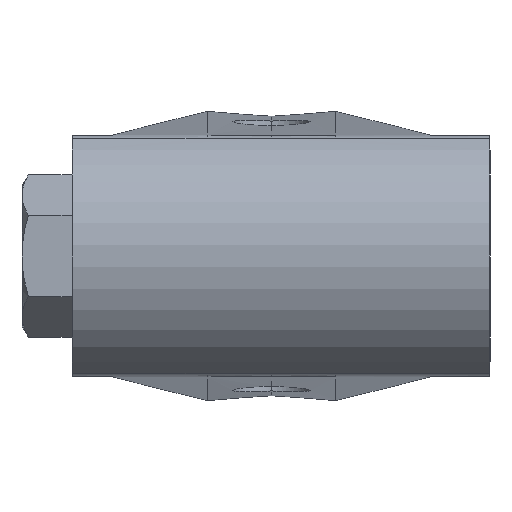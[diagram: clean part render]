
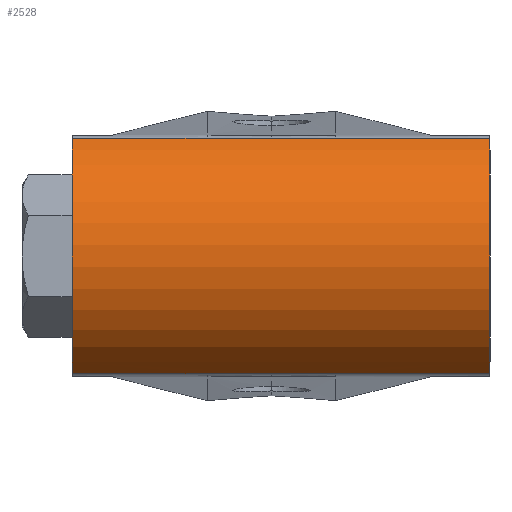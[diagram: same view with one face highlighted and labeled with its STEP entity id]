
A CAD part, left-side view. The second image highlights one B-rep face of the part: STEP entity #2528.
In plain terms, the highlighted cylindrical face has radius 10.4 mm (diameter 20.8 mm), a partial arc.
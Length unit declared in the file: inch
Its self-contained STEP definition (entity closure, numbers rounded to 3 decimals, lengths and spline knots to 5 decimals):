
#13 = CARTESIAN_POINT ( 'NONE',  ( -1.01901, 0.29983, -0.36605 ) ) ;
#41 = CARTESIAN_POINT ( 'NONE',  ( -1.01901, 0.70017, -0.36605 ) ) ;
#47 = CARTESIAN_POINT ( 'NONE',  ( -0.83555, 1.12, 0. ) ) ;
#53 = CARTESIAN_POINT ( 'NONE',  ( -1.0195, 0.59702, 0.3658 ) ) ;
#65 = VERTEX_POINT ( 'NONE', #1239 ) ;
#79 = CARTESIAN_POINT ( 'NONE',  ( -1.0196, 0.42876, -0.36575 ) ) ;
#83 = CARTESIAN_POINT ( 'NONE',  ( -1.01938, 0.62281, -0.36586 ) ) ;
#134 = VERTEX_POINT ( 'NONE', #404 ) ;
#148 = CARTESIAN_POINT ( 'NONE',  ( -1.01901, -0.18, -0.36605 ) ) ;
#155 = VECTOR ( 'NONE', #1562, 39.37008 ) ;
#160 = FACE_OUTER_BOUND ( 'NONE', #1147, .T. ) ;
#242 = ORIENTED_EDGE ( 'NONE', *, *, #1965, .F. ) ;
#284 = CARTESIAN_POINT ( 'NONE',  ( -1.01975, 0.5303, -0.36567 ) ) ;
#293 = CARTESIAN_POINT ( 'NONE',  ( -1.01927, 0.6486, -0.36592 ) ) ;
#321 = CARTESIAN_POINT ( 'NONE',  ( -1.0195, 0.40298, -0.3658 ) ) ;
#344 = EDGE_CURVE ( 'NONE', #1540, #1861, #642, .T. ) ;
#363 = ORIENTED_EDGE ( 'NONE', *, *, #2237, .F. ) ;
#404 = CARTESIAN_POINT ( 'NONE',  ( -1.01901, -0.18, 0.36605 ) ) ;
#433 = EDGE_CURVE ( 'NONE', #134, #1045, #1122, .T. ) ;
#460 = DIRECTION ( 'NONE',  ( 0., -1., 0. ) ) ;
#466 = CIRCLE ( 'NONE', #2469, 0.40945 ) ;
#505 = CARTESIAN_POINT ( 'NONE',  ( -1.01914, 0.67438, 0.36598 ) ) ;
#534 = CARTESIAN_POINT ( 'NONE',  ( -1.01986, 0.5, -0.36562 ) ) ;
#535 = DIRECTION ( 'NONE',  ( 0., 0., -1. ) ) ;
#538 = CARTESIAN_POINT ( 'NONE',  ( -1.01975, 0.4697, -0.36567 ) ) ;
#545 = EDGE_CURVE ( 'NONE', #1023, #664, #1335, .T. ) ;
#590 = EDGE_CURVE ( 'NONE', #1540, #866, #1513, .T. ) ;
#642 = B_SPLINE_CURVE_WITH_KNOTS ( 'NONE', 3,
 ( #2002, #2235, #284, #1396, #1179, #2450, #83, #293, #742, #1993 ),
 .UNSPECIFIED., .F., .F.,
 ( 4, 3, 3, 4 ),
 ( 0., 0.00115, 0.00312, 0.00508 ),
 .UNSPECIFIED. ) ;
#651 = VECTOR ( 'NONE', #1950, 39.37008 ) ;
#664 = VERTEX_POINT ( 'NONE', #2203 ) ;
#742 = CARTESIAN_POINT ( 'NONE',  ( -1.01914, 0.67438, -0.36598 ) ) ;
#744 = CARTESIAN_POINT ( 'NONE',  ( -1.0196, 0.57124, 0.36575 ) ) ;
#772 = CARTESIAN_POINT ( 'NONE',  ( -1.01938, 0.37719, -0.36586 ) ) ;
#773 = DIRECTION ( 'NONE',  ( 0., 0., -1. ) ) ;
#776 = ORIENTED_EDGE ( 'NONE', *, *, #2559, .F. ) ;
#787 = LINE ( 'NONE', #2743, #651 ) ;
#791 = DIRECTION ( 'NONE',  ( 0., 1., 0. ) ) ;
#812 = B_SPLINE_CURVE_WITH_KNOTS ( 'NONE', 3,
 ( #1844, #2494, #1026, #2484, #1230, #1627, #1425, #1645, #2695, #2296 ),
 .UNSPECIFIED., .F., .F.,
 ( 4, 3, 3, 4 ),
 ( 0., 0.00197, 0.00393, 0.00508 ),
 .UNSPECIFIED. ) ;
#866 = VERTEX_POINT ( 'NONE', #1283 ) ;
#878 = CARTESIAN_POINT ( 'NONE',  ( -1.01901, 0.29983, 0.36605 ) ) ;
#919 = VERTEX_POINT ( 'NONE', #148 ) ;
#928 = ORIENTED_EDGE ( 'NONE', *, *, #344, .F. ) ;
#934 = DIRECTION ( 'NONE',  ( 0., 0., 1. ) ) ;
#937 = CARTESIAN_POINT ( 'NONE',  ( -1.01938, 0.62281, 0.36586 ) ) ;
#945 = CARTESIAN_POINT ( 'NONE',  ( -1.01901, 0.5, -0.36605 ) ) ;
#989 = CARTESIAN_POINT ( 'NONE',  ( -1.01914, 0.32562, -0.36598 ) ) ;
#1020 = VECTOR ( 'NONE', #791, 39.37008 ) ;
#1023 = VERTEX_POINT ( 'NONE', #1263 ) ;
#1026 = CARTESIAN_POINT ( 'NONE',  ( -1.01927, 0.3514, 0.36592 ) ) ;
#1045 = VERTEX_POINT ( 'NONE', #878 ) ;
#1104 = ORIENTED_EDGE ( 'NONE', *, *, #2580, .T. ) ;
#1122 = LINE ( 'NONE', #2678, #1020 ) ;
#1147 = EDGE_LOOP ( 'NONE', ( #1104, #776, #2326, #1596, #363, #928, #1957, #2726, #242, #2420 ) ) ;
#1164 = CYLINDRICAL_SURFACE ( 'NONE', #1484, 0.40945 ) ;
#1179 = CARTESIAN_POINT ( 'NONE',  ( -1.0196, 0.57124, -0.36575 ) ) ;
#1201 = AXIS2_PLACEMENT_3D ( 'NONE', #1417, #2477, #773 ) ;
#1202 = CARTESIAN_POINT ( 'NONE',  ( -1.01986, 0.5, -0.36562 ) ) ;
#1230 = CARTESIAN_POINT ( 'NONE',  ( -1.0195, 0.40298, 0.3658 ) ) ;
#1239 = CARTESIAN_POINT ( 'NONE',  ( -1.01986, 0.5, 0.36562 ) ) ;
#1263 = CARTESIAN_POINT ( 'NONE',  ( -1.01901, 1.12, 0.36605 ) ) ;
#1283 = CARTESIAN_POINT ( 'NONE',  ( -1.01901, 0.29983, -0.36605 ) ) ;
#1335 = LINE ( 'NONE', #2626, #155 ) ;
#1396 = CARTESIAN_POINT ( 'NONE',  ( -1.0197, 0.54545, -0.3657 ) ) ;
#1402 = CIRCLE ( 'NONE', #1201, 0.40945 ) ;
#1417 = CARTESIAN_POINT ( 'NONE',  ( -0.83555, -0.18, 0. ) ) ;
#1425 = CARTESIAN_POINT ( 'NONE',  ( -1.0197, 0.45455, 0.3657 ) ) ;
#1484 = AXIS2_PLACEMENT_3D ( 'NONE', #1807, #2208, #535 ) ;
#1489 = EDGE_CURVE ( 'NONE', #866, #919, #2320, .T. ) ;
#1513 = B_SPLINE_CURVE_WITH_KNOTS ( 'NONE', 3,
 ( #1202, #2664, #538, #2646, #79, #321, #772, #2259, #989, #13 ),
 .UNSPECIFIED., .F., .F.,
 ( 4, 3, 3, 4 ),
 ( 0., 0.00115, 0.00312, 0.00508 ),
 .UNSPECIFIED. ) ;
#1540 = VERTEX_POINT ( 'NONE', #534 ) ;
#1562 = DIRECTION ( 'NONE',  ( 0., -1., 0. ) ) ;
#1596 = ORIENTED_EDGE ( 'NONE', *, *, #1848, .F. ) ;
#1627 = CARTESIAN_POINT ( 'NONE',  ( -1.0196, 0.42876, 0.36575 ) ) ;
#1645 = CARTESIAN_POINT ( 'NONE',  ( -1.01975, 0.4697, 0.36567 ) ) ;
#1669 = B_SPLINE_CURVE_WITH_KNOTS ( 'NONE', 3,
 ( #2467, #505, #2217, #937, #53, #744, #2004, #2625, #2025, #2454 ),
 .UNSPECIFIED., .F., .F.,
 ( 4, 3, 3, 4 ),
 ( 0., 0.00197, 0.00393, 0.00508 ),
 .UNSPECIFIED. ) ;
#1807 = CARTESIAN_POINT ( 'NONE',  ( -0.83555, 0.5, 0. ) ) ;
#1844 = CARTESIAN_POINT ( 'NONE',  ( -1.01901, 0.29983, 0.36605 ) ) ;
#1848 = EDGE_CURVE ( 'NONE', #2765, #1023, #466, .T. ) ;
#1861 = VERTEX_POINT ( 'NONE', #41 ) ;
#1950 = DIRECTION ( 'NONE',  ( 0., 1., 0. ) ) ;
#1957 = ORIENTED_EDGE ( 'NONE', *, *, #590, .T. ) ;
#1965 = EDGE_CURVE ( 'NONE', #134, #919, #1402, .T. ) ;
#1993 = CARTESIAN_POINT ( 'NONE',  ( -1.01901, 0.70017, -0.36605 ) ) ;
#2002 = CARTESIAN_POINT ( 'NONE',  ( -1.01986, 0.5, -0.36562 ) ) ;
#2004 = CARTESIAN_POINT ( 'NONE',  ( -1.0197, 0.54545, 0.3657 ) ) ;
#2025 = CARTESIAN_POINT ( 'NONE',  ( -1.01981, 0.51515, 0.36565 ) ) ;
#2050 = VECTOR ( 'NONE', #460, 39.37008 ) ;
#2108 = CARTESIAN_POINT ( 'NONE',  ( -1.01901, 1.12, -0.36605 ) ) ;
#2202 = DIRECTION ( 'NONE',  ( 0., 1., 0. ) ) ;
#2203 = CARTESIAN_POINT ( 'NONE',  ( -1.01901, 0.70017, 0.36605 ) ) ;
#2208 = DIRECTION ( 'NONE',  ( 0., -1., 0. ) ) ;
#2217 = CARTESIAN_POINT ( 'NONE',  ( -1.01927, 0.6486, 0.36592 ) ) ;
#2235 = CARTESIAN_POINT ( 'NONE',  ( -1.01981, 0.51515, -0.36565 ) ) ;
#2237 = EDGE_CURVE ( 'NONE', #1861, #2765, #787, .T. ) ;
#2259 = CARTESIAN_POINT ( 'NONE',  ( -1.01927, 0.3514, -0.36592 ) ) ;
#2296 = CARTESIAN_POINT ( 'NONE',  ( -1.01986, 0.5, 0.36562 ) ) ;
#2320 = LINE ( 'NONE', #945, #2050 ) ;
#2326 = ORIENTED_EDGE ( 'NONE', *, *, #545, .F. ) ;
#2420 = ORIENTED_EDGE ( 'NONE', *, *, #433, .T. ) ;
#2450 = CARTESIAN_POINT ( 'NONE',  ( -1.0195, 0.59702, -0.3658 ) ) ;
#2454 = CARTESIAN_POINT ( 'NONE',  ( -1.01986, 0.5, 0.36562 ) ) ;
#2467 = CARTESIAN_POINT ( 'NONE',  ( -1.01901, 0.70017, 0.36605 ) ) ;
#2469 = AXIS2_PLACEMENT_3D ( 'NONE', #47, #2202, #934 ) ;
#2477 = DIRECTION ( 'NONE',  ( 0., -1., 0. ) ) ;
#2484 = CARTESIAN_POINT ( 'NONE',  ( -1.01938, 0.37719, 0.36586 ) ) ;
#2494 = CARTESIAN_POINT ( 'NONE',  ( -1.01914, 0.32562, 0.36598 ) ) ;
#2528 = ADVANCED_FACE ( 'NONE', ( #160 ), #1164, .T. ) ;
#2559 = EDGE_CURVE ( 'NONE', #664, #65, #1669, .T. ) ;
#2580 = EDGE_CURVE ( 'NONE', #1045, #65, #812, .T. ) ;
#2625 = CARTESIAN_POINT ( 'NONE',  ( -1.01975, 0.5303, 0.36567 ) ) ;
#2626 = CARTESIAN_POINT ( 'NONE',  ( -1.01901, 0.5, 0.36605 ) ) ;
#2646 = CARTESIAN_POINT ( 'NONE',  ( -1.0197, 0.45455, -0.3657 ) ) ;
#2664 = CARTESIAN_POINT ( 'NONE',  ( -1.01981, 0.48485, -0.36565 ) ) ;
#2678 = CARTESIAN_POINT ( 'NONE',  ( -1.01901, 0.5, 0.36605 ) ) ;
#2695 = CARTESIAN_POINT ( 'NONE',  ( -1.01981, 0.48485, 0.36565 ) ) ;
#2726 = ORIENTED_EDGE ( 'NONE', *, *, #1489, .T. ) ;
#2743 = CARTESIAN_POINT ( 'NONE',  ( -1.01901, 0.5, -0.36605 ) ) ;
#2765 = VERTEX_POINT ( 'NONE', #2108 ) ;
